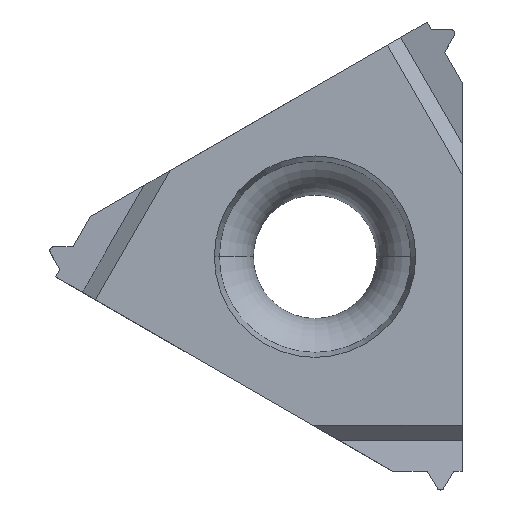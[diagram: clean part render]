
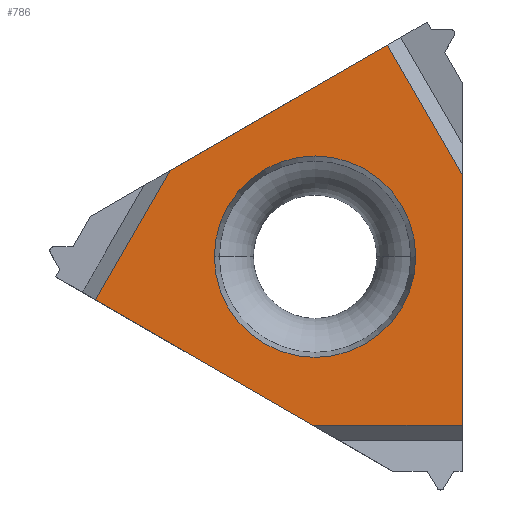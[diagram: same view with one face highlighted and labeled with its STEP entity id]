
A CAD part, top view. The second image highlights one B-rep face of the part: STEP entity #786.
In plain terms, the highlighted planar face has unit normal (0, 0, 1).
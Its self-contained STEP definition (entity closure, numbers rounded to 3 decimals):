
#18=DIRECTION('',(0.5,-0.866,0.));
#19=VECTOR('',#18,4.836);
#20=CARTESIAN_POINT('',(2.344,6.853,0.));
#21=LINE('',#20,#19);
#26=DIRECTION('',(0.,-1.,0.));
#27=VECTOR('',#26,8.121);
#28=CARTESIAN_POINT('',(4.763,2.665,0.));
#29=LINE('',#28,#27);
#33=DIRECTION('',(-0.866,0.5,0.));
#34=VECTOR('',#33,8.121);
#35=CARTESIAN_POINT('',(-0.074,-5.457,
0.));
#36=LINE('',#35,#34);
#40=DIRECTION('',(0.5,0.866,0.));
#41=VECTOR('',#40,4.836);
#42=CARTESIAN_POINT('',(-7.107,-1.396,
0.));
#43=LINE('',#42,#41);
#47=DIRECTION('',(0.866,0.5,0.));
#48=VECTOR('',#47,8.121);
#49=CARTESIAN_POINT('',(-4.689,2.792,0.));
#50=LINE('',#49,#48);
#54=CARTESIAN_POINT('',(0.,0.,0.));
#55=DIRECTION('',(0.,0.,1.));
#56=DIRECTION('',(1.,0.,0.));
#57=AXIS2_PLACEMENT_3D('',#54,#55,#56);
#62=CARTESIAN_POINT('',(0.,0.,0.));
#63=DIRECTION('',(0.,0.,1.));
#64=DIRECTION('',(-1.,0.,0.));
#65=AXIS2_PLACEMENT_3D('',#62,#63,#64);
#154=DIRECTION('',(1.,0.,0.));
#155=VECTOR('',#154,4.836);
#156=CARTESIAN_POINT('',(-0.074,-5.457,
0.));
#157=LINE('',#156,#155);
#652=CARTESIAN_POINT('',(2.344,6.853,0.));
#653=CARTESIAN_POINT('',(4.763,2.665,0.));
#654=VERTEX_POINT('',#652);
#655=VERTEX_POINT('',#653);
#656=CARTESIAN_POINT('',(4.763,-5.457,0.));
#657=VERTEX_POINT('',#656);
#658=CARTESIAN_POINT('',(-0.074,-5.457,
0.));
#659=VERTEX_POINT('',#658);
#660=CARTESIAN_POINT('',(-7.107,-1.396,
0.));
#661=VERTEX_POINT('',#660);
#662=CARTESIAN_POINT('',(-4.689,2.792,
0.));
#663=VERTEX_POINT('',#662);
#664=CARTESIAN_POINT('',(3.261,0.,0.));
#665=CARTESIAN_POINT('',(-3.261,0.,0.));
#666=VERTEX_POINT('',#664);
#667=VERTEX_POINT('',#665);
#761=CARTESIAN_POINT('',(0.,0.,0.));
#762=DIRECTION('',(0.,0.,1.));
#763=DIRECTION('',(-1.,0.,0.));
#764=AXIS2_PLACEMENT_3D('',#761,#762,#763);
#765=PLANE('',#764);
#767=ORIENTED_EDGE('',*,*,#766,.T.);
#769=ORIENTED_EDGE('',*,*,#768,.T.);
#771=ORIENTED_EDGE('',*,*,#770,.F.);
#773=ORIENTED_EDGE('',*,*,#772,.T.);
#775=ORIENTED_EDGE('',*,*,#774,.T.);
#777=ORIENTED_EDGE('',*,*,#776,.T.);
#778=EDGE_LOOP('',(#767,#769,#771,#773,#775,#777));
#779=FACE_OUTER_BOUND('',#778,.F.);
#781=ORIENTED_EDGE('',*,*,#780,.T.);
#783=ORIENTED_EDGE('',*,*,#782,.T.);
#784=EDGE_LOOP('',(#781,#783));
#785=FACE_BOUND('',#784,.F.);
#58=CIRCLE('',#57,3.261);
#66=CIRCLE('',#65,3.261);
#766=EDGE_CURVE('',#654,#655,#21,.T.);
#768=EDGE_CURVE('',#655,#657,#29,.T.);
#770=EDGE_CURVE('',#659,#657,#157,.T.);
#772=EDGE_CURVE('',#659,#661,#36,.T.);
#774=EDGE_CURVE('',#661,#663,#43,.T.);
#776=EDGE_CURVE('',#663,#654,#50,.T.);
#780=EDGE_CURVE('',#666,#667,#58,.T.);
#782=EDGE_CURVE('',#667,#666,#66,.T.);
#786=ADVANCED_FACE('',(#779,#785),#765,.T.);
